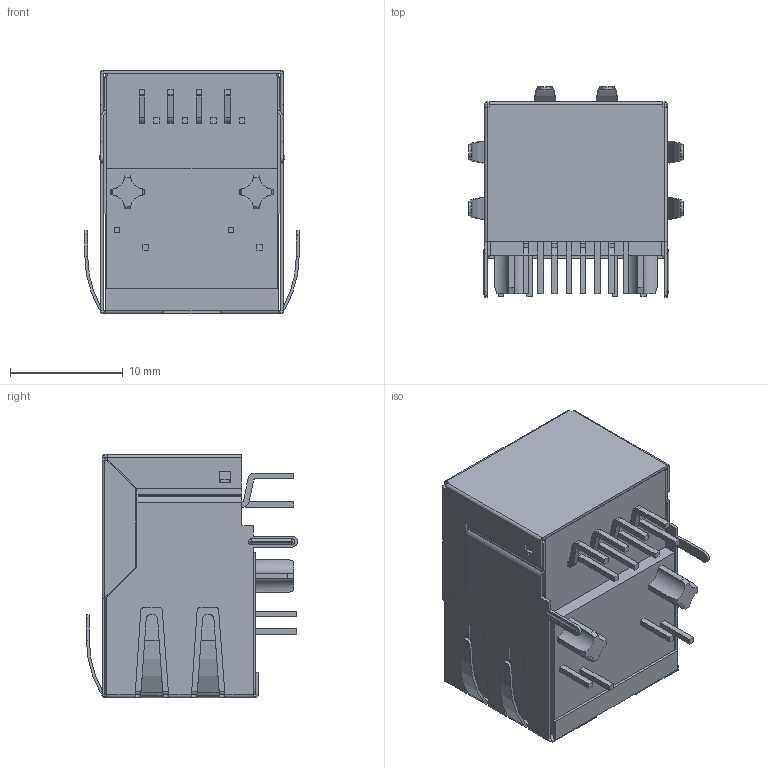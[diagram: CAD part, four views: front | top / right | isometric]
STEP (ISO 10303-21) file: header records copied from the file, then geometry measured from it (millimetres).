
FILE_DESCRIPTION (( 'STEP AP214' ), '1' );
FILE_NAME ('J00-0065NL.STEP', '2019-11-15T07:08:28', ( '' ), ( '' ), 'SwSTEP 2.0', 'SolidWorks 2017', '' );
FILE_SCHEMA (( 'AUTOMOTIVE_DESIGN' ));
Length unit declared in the file: inch
Products named in the file (1): J00-0065NL
Bounding box: 19.02 x 18.73 x 21.59 mm (x, y, z)
Volume: 2483 mm3; surface area: 5371.6 mm2
Topology: 28 solids, 28 shells, 673 faces, 1604 edges, 974 vertices
Faces by surface type: plane 466, cylinder 152, bspline 47, torus 4, sphere 4
Entity records: 20015 total; most frequent: CARTESIAN_POINT 4447, ORIENTED_EDGE 3200, DIRECTION 2960, EDGE_CURVE 1600, LINE 1250, VECTOR 1250, VERTEX_POINT 974, AXIS2_PLACEMENT_3D 855
